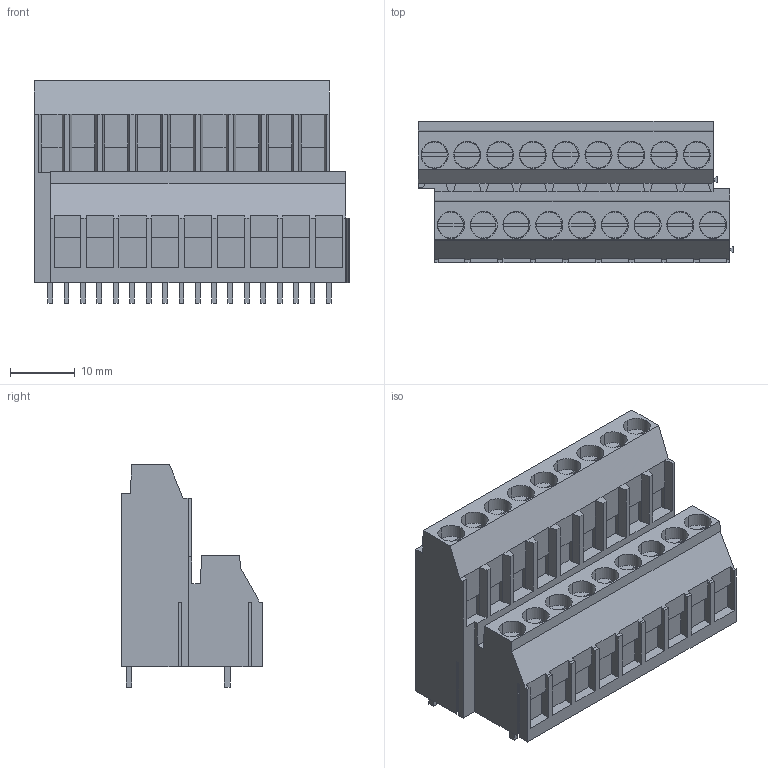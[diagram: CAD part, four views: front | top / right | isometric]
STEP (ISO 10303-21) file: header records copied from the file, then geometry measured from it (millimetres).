
FILE_DESCRIPTION(('CATIA V5 STEP','CAx-IF Rec.Pracs.--- Model Styling and Organization---1.4--- 2014-01-23'),'2;1');
FILE_NAME ('279302-1_0', '2024-03-18T12:50:14+00:00', ('none'), ('Weidmueller'), 'CATIA Version 5-6 Release 2016 SP3 HF44', 'CATIA V5 STEP AP214', 'none');
FILE_SCHEMA(('AUTOMOTIVE_DESIGN { 1 0 10303 214 1 1 1 1 }'));
Length unit declared in the file: millimetre
Products named in the file (1): 1977530000
Bounding box: 48.91 x 21.94 x 34.47 mm (x, y, z)
Volume: 19485 mm3; surface area: 9827.5 mm2
Topology: 37 solids, 37 shells, 1024 faces, 2928 edges, 1997 vertices
Faces by surface type: plane 952, cylinder 72
Entity records: 30795 total; most frequent: CARTESIAN_POINT 5908, ORIENTED_EDGE 5856, DIRECTION 3959, EDGE_CURVE 2928, VECTOR 2595, LINE 2595, VERTEX_POINT 1997, EDGE_LOOP 1043
